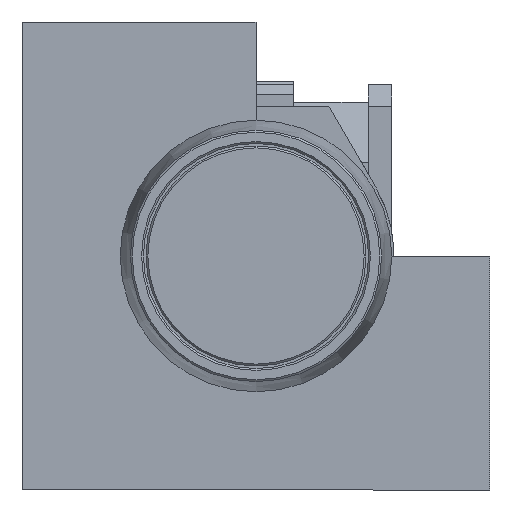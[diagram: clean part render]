
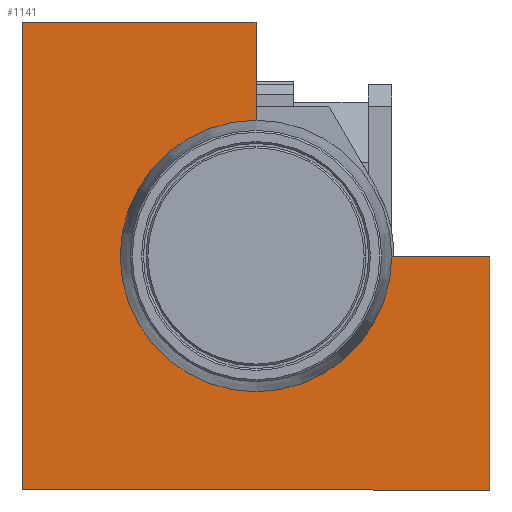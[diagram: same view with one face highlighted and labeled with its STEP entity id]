
A CAD part, front view. The second image highlights one B-rep face of the part: STEP entity #1141.
In plain terms, the highlighted planar face has unit normal (0, -1, 0).
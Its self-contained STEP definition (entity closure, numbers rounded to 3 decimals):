
#1141 = ADVANCED_FACE( '', ( #2287 ), #2288, .T. );
#2287 = FACE_OUTER_BOUND( '', #3715, .T. );
#2288 = PLANE( '', #3716 );
#3715 = EDGE_LOOP( '', ( #6218, #6219, #6220, #6221, #6222, #6223, #6224 ) );
#3716 = AXIS2_PLACEMENT_3D( '', #6225, #6226, #6227 );
#6218 = ORIENTED_EDGE( '', *, *, #9210, .T. );
#6219 = ORIENTED_EDGE( '', *, *, #9366, .T. );
#6220 = ORIENTED_EDGE( '', *, *, #9367, .T. );
#6221 = ORIENTED_EDGE( '', *, *, #9233, .T. );
#6222 = ORIENTED_EDGE( '', *, *, #8636, .T. );
#6223 = ORIENTED_EDGE( '', *, *, #9319, .T. );
#6224 = ORIENTED_EDGE( '', *, *, #8644, .T. );
#6225 = CARTESIAN_POINT( '', ( -25., -3., -25. ) );
#6226 = DIRECTION( '', ( 0., -1., 0. ) );
#6227 = DIRECTION( '', ( 0., 0., -1. ) );
#8636 = EDGE_CURVE( '', #11092, #11096, #11098, .T. );
#8644 = EDGE_CURVE( '', #11111, #11109, #11112, .T. );
#9210 = EDGE_CURVE( '', #11109, #12060, #12062, .T. );
#9233 = EDGE_CURVE( '', #12096, #11092, #12097, .T. );
#9319 = EDGE_CURVE( '', #11096, #11111, #12219, .T. );
#9366 = EDGE_CURVE( '', #12060, #12282, #12283, .T. );
#9367 = EDGE_CURVE( '', #12282, #12096, #12284, .T. );
#11092 = VERTEX_POINT( '', #13543 );
#11096 = VERTEX_POINT( '', #13549 );
#11098 = LINE( '', #13552, #13553 );
#11109 = VERTEX_POINT( '', #13568 );
#11111 = VERTEX_POINT( '', #13571 );
#11112 = LINE( '', #13572, #13573 );
#12060 = VERTEX_POINT( '', #14959 );
#12062 = LINE( '', #14962, #14963 );
#12096 = VERTEX_POINT( '', #15013 );
#12097 = LINE( '', #15014, #15015 );
#12219 = LINE( '', #15193, #15194 );
#12282 = VERTEX_POINT( '', #15278 );
#12283 = LINE( '', #15279, #15280 );
#12284 = CIRCLE( '', #15281, 11.25 );
#13543 = CARTESIAN_POINT( '', ( 0., -3., -25. ) );
#13549 = CARTESIAN_POINT( '', ( 25., -3., -25. ) );
#13552 = CARTESIAN_POINT( '', ( -25., -3., -25. ) );
#13553 = VECTOR( '', #16957, 1000. );
#13568 = CARTESIAN_POINT( '', ( -25., -3., 25. ) );
#13571 = CARTESIAN_POINT( '', ( 25., -3., 25. ) );
#13572 = CARTESIAN_POINT( '', ( 25., -3., 25. ) );
#13573 = VECTOR( '', #16963, 1000. );
#14959 = CARTESIAN_POINT( '', ( -25., -3., 0. ) );
#14962 = CARTESIAN_POINT( '', ( -25., -3., 25. ) );
#14963 = VECTOR( '', #17540, 1000. );
#15013 = CARTESIAN_POINT( '', ( 0., -3., -11.25 ) );
#15014 = CARTESIAN_POINT( '', ( 0., -3., 0. ) );
#15015 = VECTOR( '', #17557, 1000. );
#15193 = CARTESIAN_POINT( '', ( 25., -3., -25. ) );
#15194 = VECTOR( '', #17635, 1000. );
#15278 = CARTESIAN_POINT( '', ( -11.25, -3., 0. ) );
#15279 = CARTESIAN_POINT( '', ( 0., -3., 0. ) );
#15280 = VECTOR( '', #17681, 1000. );
#15281 = AXIS2_PLACEMENT_3D( '', #17682, #17683, #17684 );
#16957 = DIRECTION( '', ( 1., 0., 0. ) );
#16963 = DIRECTION( '', ( -1., 0., 0. ) );
#17540 = DIRECTION( '', ( 0., 0., -1. ) );
#17557 = DIRECTION( '', ( 0., 0., -1. ) );
#17635 = DIRECTION( '', ( 0., 0., 1. ) );
#17681 = DIRECTION( '', ( 1., 0., 0. ) );
#17682 = CARTESIAN_POINT( '', ( 0., -3., 0. ) );
#17683 = DIRECTION( '', ( 0., 1., 0. ) );
#17684 = DIRECTION( '', ( 1., 0., 0. ) );
